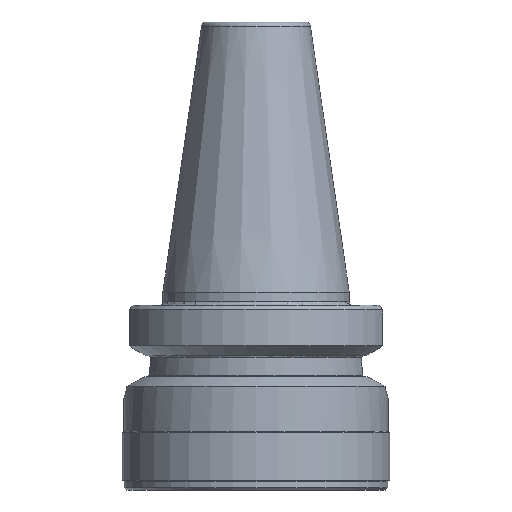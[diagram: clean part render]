
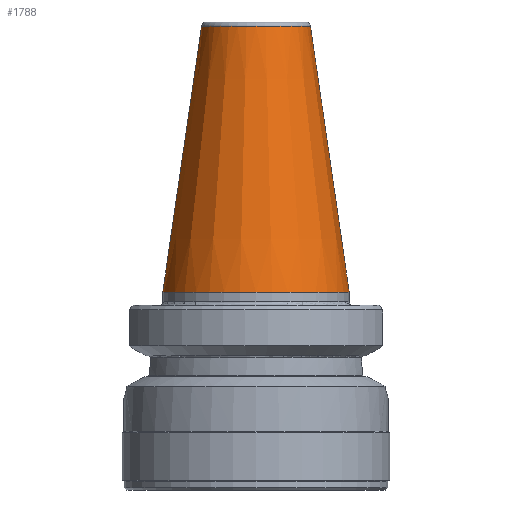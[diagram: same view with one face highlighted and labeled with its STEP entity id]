
A CAD part, front view. The second image highlights one B-rep face of the part: STEP entity #1788.
In plain terms, the highlighted conical face has half-angle 8.297 degrees and reference radius 22.225 mm.
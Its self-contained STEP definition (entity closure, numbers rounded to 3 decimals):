
#1294=EDGE_CURVE('NONE',#1438,#1888,#2963,.T.);
#1438=VERTEX_POINT('NONE',#3123);
#1588=EDGE_CURVE('NONE',#1888,#2036,#3289,.T.);
#1788=ADVANCED_FACE('NONE',(#3505),#3506,.T.);
#1888=VERTEX_POINT('NONE',#3615);
#2034=EDGE_CURVE('NONE',#2286,#2036,#3782,.T.);
#2036=VERTEX_POINT('NONE',#3784);
#2286=VERTEX_POINT('NONE',#4058);
#2306=EDGE_CURVE('NONE',#1438,#2286,#4081,.T.);
#2963=CIRCLE('',#5201,12.977);
#3123=CARTESIAN_POINT('',(-12.977,0.,64.516));
#3289=LINE('',#5728,#5729);
#3505=FACE_OUTER_BOUND('',#6150,.T.);
#3506=CONICAL_SURFACE('',#6151,22.225,0.145);
#3615=CARTESIAN_POINT('',(12.977,0.,64.516));
#3782=CIRCLE('',#6695,22.225);
#3784=CARTESIAN_POINT('',(22.225,0.,1.1));
#4058=CARTESIAN_POINT('',(-22.225,0.,1.1));
#4081=LINE('',#7257,#7258);
#5201=AXIS2_PLACEMENT_3D('',#8085,#8086,#8087);
#5728=CARTESIAN_POINT('',(22.225,0.,1.1));
#5729=VECTOR('',#8483,1000.0);
#6150=EDGE_LOOP('',(#8704,#8705,#8706,#8707));
#6151=AXIS2_PLACEMENT_3D('',#8708,#8709,#8710);
#6695=AXIS2_PLACEMENT_3D('',#9051,#9052,#9053);
#7257=CARTESIAN_POINT('',(-22.225,0.,1.1));
#7258=VECTOR('',#9394,1000.0);
#8085=CARTESIAN_POINT('',(0.0,0.0,64.516));
#8086=DIRECTION('',(-0.0,0.0,1.0));
#8087=DIRECTION('',(1.0,0.,0.0));
#8483=DIRECTION('',(0.144,0.,-0.99));
#8704=ORIENTED_EDGE('',*,*,#1294,.F.);
#8705=ORIENTED_EDGE('',*,*,#2306,.T.);
#8706=ORIENTED_EDGE('',*,*,#2034,.T.);
#8707=ORIENTED_EDGE('',*,*,#1588,.F.);
#8708=CARTESIAN_POINT('',(0.0,0.0,1.1));
#8709=DIRECTION('',(-0.0,0.0,-1.0));
#8710=DIRECTION('',(1.0,0.,-0.0));
#9051=CARTESIAN_POINT('',(0.0,0.0,1.1));
#9052=DIRECTION('',(0.0,0.0,1.0));
#9053=DIRECTION('',(-1.0,0.,0.0));
#9394=DIRECTION('',(-0.144,0.,-0.99));
